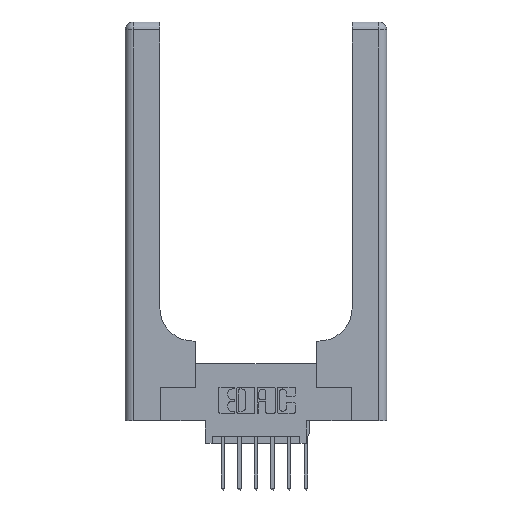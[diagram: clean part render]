
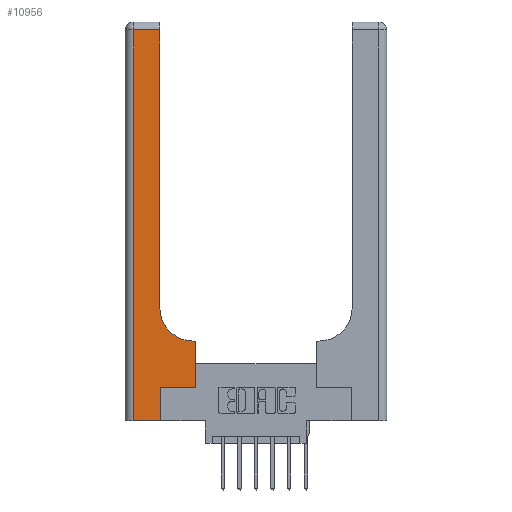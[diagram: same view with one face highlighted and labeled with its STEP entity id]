
A CAD part, top view. The second image highlights one B-rep face of the part: STEP entity #10956.
In plain terms, the highlighted planar face has unit normal (0, 0, 1).
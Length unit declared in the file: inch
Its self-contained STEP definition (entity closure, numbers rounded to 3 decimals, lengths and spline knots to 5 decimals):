
#37 = ORIENTED_EDGE ( 'NONE', *, *, #10728, .T. ) ;
#127 = VERTEX_POINT ( 'NONE', #651 ) ;
#512 = ORIENTED_EDGE ( 'NONE', *, *, #3984, .T. ) ;
#651 = CARTESIAN_POINT ( 'NONE',  ( 0.26, 2.94, 0.37 ) ) ;
#695 = LINE ( 'NONE', #7095, #13200 ) ;
#829 = VERTEX_POINT ( 'NONE', #2319 ) ;
#840 = VERTEX_POINT ( 'NONE', #5749 ) ;
#943 = DIRECTION ( 'NONE',  ( 1., 0., 0. ) ) ;
#1091 = DIRECTION ( 'NONE',  ( 1., 0., 0. ) ) ;
#1691 = EDGE_CURVE ( 'NONE', #829, #6091, #3500, .T. ) ;
#1794 = EDGE_CURVE ( 'NONE', #1938, #829, #11064, .T. ) ;
#1938 = VERTEX_POINT ( 'NONE', #5933 ) ;
#2002 = LINE ( 'NONE', #9412, #6709 ) ;
#2302 = VECTOR ( 'NONE', #13553, 39.37008 ) ;
#2319 = CARTESIAN_POINT ( 'NONE',  ( 0.51, 0.6, 0.37 ) ) ;
#2569 = ORIENTED_EDGE ( 'NONE', *, *, #11933, .T. ) ;
#2894 = DIRECTION ( 'NONE',  ( -1., 0., 0. ) ) ;
#3198 = VECTOR ( 'NONE', #8304, 39.37008 ) ;
#3446 = CARTESIAN_POINT ( 'NONE',  ( 0.26, 3., 0.37 ) ) ;
#3500 = CIRCLE ( 'NONE', #8317, 0.25 ) ;
#3984 = EDGE_CURVE ( 'NONE', #4882, #1938, #695, .T. ) ;
#4246 = VERTEX_POINT ( 'NONE', #7374 ) ;
#4549 = EDGE_CURVE ( 'NONE', #5229, #840, #11649, .T. ) ;
#4882 = VERTEX_POINT ( 'NONE', #5844 ) ;
#5173 = CARTESIAN_POINT ( 'NONE',  ( 0.265, 0., 0.37 ) ) ;
#5229 = VERTEX_POINT ( 'NONE', #10152 ) ;
#5582 = AXIS2_PLACEMENT_3D ( 'NONE', #7436, #10125, #9785 ) ;
#5599 = VECTOR ( 'NONE', #7815, 39.37008 ) ;
#5664 = EDGE_CURVE ( 'NONE', #9213, #4246, #10283, .T. ) ;
#5749 = CARTESIAN_POINT ( 'NONE',  ( 0.06, 0., 0.37 ) ) ;
#5783 = PLANE ( 'NONE',  #5582 ) ;
#5844 = CARTESIAN_POINT ( 'NONE',  ( 0.528, 0.25, 0.37 ) ) ;
#5933 = CARTESIAN_POINT ( 'NONE',  ( 0.528, 0.6, 0.37 ) ) ;
#6091 = VERTEX_POINT ( 'NONE', #11335 ) ;
#6682 = EDGE_CURVE ( 'NONE', #127, #5229, #9586, .T. ) ;
#6709 = VECTOR ( 'NONE', #943, 39.37008 ) ;
#6711 = EDGE_LOOP ( 'NONE', ( #2569, #13273, #7531, #37, #12691, #10378, #512, #13934, #10550 ) ) ;
#6952 = DIRECTION ( 'NONE',  ( 0., 1., 0. ) ) ;
#7095 = CARTESIAN_POINT ( 'NONE',  ( 0.528, 0.25, 0.37 ) ) ;
#7374 = CARTESIAN_POINT ( 'NONE',  ( 0.265, 0.25, 0.37 ) ) ;
#7436 = CARTESIAN_POINT ( 'NONE',  ( 0., 3., 0.37 ) ) ;
#7531 = ORIENTED_EDGE ( 'NONE', *, *, #4549, .T. ) ;
#7815 = DIRECTION ( 'NONE',  ( 0., 1., 0. ) ) ;
#8163 = CARTESIAN_POINT ( 'NONE',  ( 0., 0., 0.37 ) ) ;
#8304 = DIRECTION ( 'NONE',  ( 0., -1., 0. ) ) ;
#8317 = AXIS2_PLACEMENT_3D ( 'NONE', #8576, #12784, #1091 ) ;
#8576 = CARTESIAN_POINT ( 'NONE',  ( 0.51, 0.85, 0.37 ) ) ;
#8941 = LINE ( 'NONE', #8163, #13296 ) ;
#9213 = VERTEX_POINT ( 'NONE', #5173 ) ;
#9412 = CARTESIAN_POINT ( 'NONE',  ( 0.265, 0.25, 0.37 ) ) ;
#9428 = CARTESIAN_POINT ( 'NONE',  ( 0.06, 3., 0.37 ) ) ;
#9586 = LINE ( 'NONE', #10597, #11432 ) ;
#9654 = EDGE_CURVE ( 'NONE', #4246, #4882, #2002, .T. ) ;
#9785 = DIRECTION ( 'NONE',  ( -1., 0., 0. ) ) ;
#9984 = DIRECTION ( 'NONE',  ( -1., 0., 0. ) ) ;
#10125 = DIRECTION ( 'NONE',  ( 0., 0., -1. ) ) ;
#10152 = CARTESIAN_POINT ( 'NONE',  ( 0.06, 2.94, 0.37 ) ) ;
#10233 = DIRECTION ( 'NONE',  ( 1., 0., 0. ) ) ;
#10283 = LINE ( 'NONE', #13477, #2302 ) ;
#10378 = ORIENTED_EDGE ( 'NONE', *, *, #9654, .T. ) ;
#10550 = ORIENTED_EDGE ( 'NONE', *, *, #1691, .T. ) ;
#10597 = CARTESIAN_POINT ( 'NONE',  ( 0., 2.94, 0.37 ) ) ;
#10728 = EDGE_CURVE ( 'NONE', #840, #9213, #8941, .T. ) ;
#10956 = ADVANCED_FACE ( 'NONE', ( #14013 ), #5783, .F. ) ;
#11064 = LINE ( 'NONE', #13408, #14001 ) ;
#11335 = CARTESIAN_POINT ( 'NONE',  ( 0.26, 0.85, 0.37 ) ) ;
#11432 = VECTOR ( 'NONE', #2894, 39.37008 ) ;
#11649 = LINE ( 'NONE', #9428, #3198 ) ;
#11933 = EDGE_CURVE ( 'NONE', #6091, #127, #13228, .T. ) ;
#12691 = ORIENTED_EDGE ( 'NONE', *, *, #5664, .T. ) ;
#12784 = DIRECTION ( 'NONE',  ( 0., 0., -1. ) ) ;
#13200 = VECTOR ( 'NONE', #6952, 39.37008 ) ;
#13228 = LINE ( 'NONE', #3446, #5599 ) ;
#13273 = ORIENTED_EDGE ( 'NONE', *, *, #6682, .T. ) ;
#13296 = VECTOR ( 'NONE', #10233, 39.37008 ) ;
#13408 = CARTESIAN_POINT ( 'NONE',  ( 0.26, 0.6, 0.37 ) ) ;
#13477 = CARTESIAN_POINT ( 'NONE',  ( 0.265, 0., 0.37 ) ) ;
#13553 = DIRECTION ( 'NONE',  ( 0., 1., 0. ) ) ;
#13934 = ORIENTED_EDGE ( 'NONE', *, *, #1794, .T. ) ;
#14001 = VECTOR ( 'NONE', #9984, 39.37008 ) ;
#14013 = FACE_OUTER_BOUND ( 'NONE', #6711, .T. ) ;
